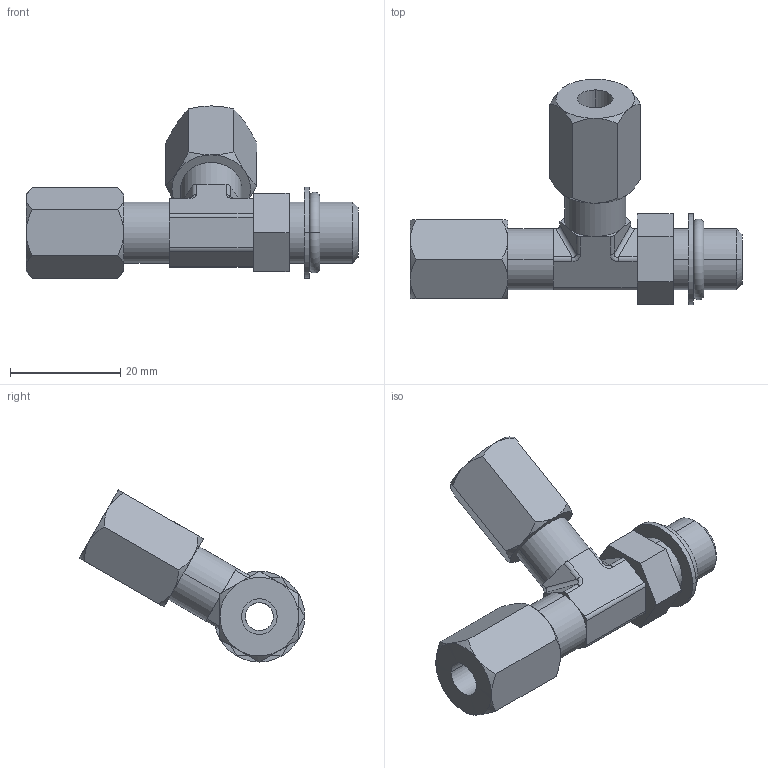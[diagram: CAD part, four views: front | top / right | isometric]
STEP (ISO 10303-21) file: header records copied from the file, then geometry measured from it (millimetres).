
FILE_DESCRIPTION((''),'2;1');
FILE_NAME('ILC30231044','2005-08-24T',('KR'),(''),'PRO/ENGINEER BY PARAMETRIC TECHNOLOGY CORPORATION, 2004290','PRO/ENGINEER BY PARAMETRIC TECHNOLOGY CORPORATION, 2004290','');
FILE_SCHEMA(('AUTOMOTIVE_DESIGN_CC2 { 1 2 10303 214 -1 1 5 2 }'));
Length unit declared in the file: inch
Products named in the file (1): ILC30231044
Bounding box: 60.33 x 40.97 x 31.27 mm (x, y, z)
Volume: 9712.3 mm3; surface area: 6371.8 mm2
Topology: 1 solids, 2 shells, 126 faces, 292 edges, 178 vertices
Faces by surface type: plane 55, cylinder 37, cone 26, torus 4, bspline 4
Entity records: 5146 total; most frequent: CARTESIAN_POINT 1279, ORIENTED_EDGE 584, DIRECTION 562, PRESENTATION_STYLE_ASSIGNMENT 299, STYLED_ITEM 293, CURVE_STYLE 292, EDGE_CURVE 292, AXIS2_PLACEMENT_3D 222
